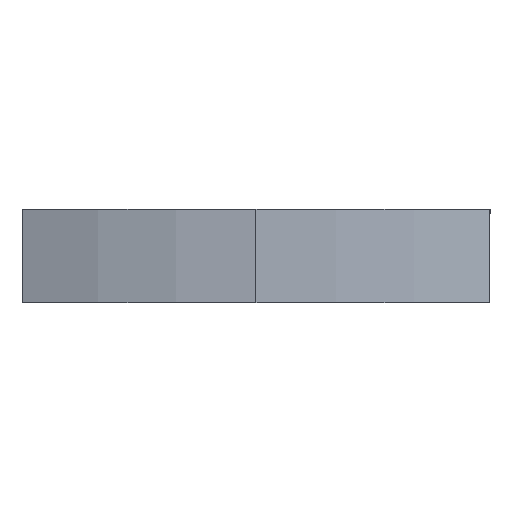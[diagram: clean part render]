
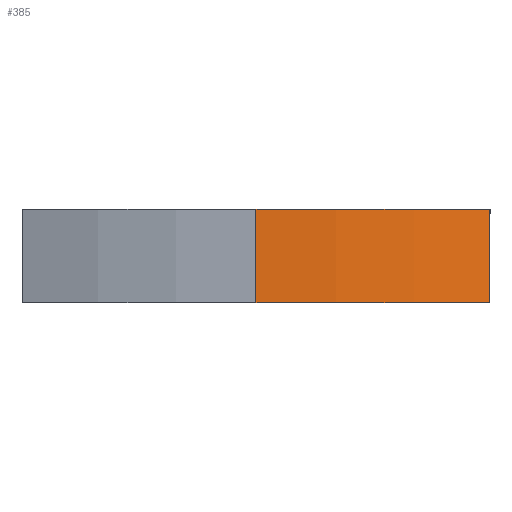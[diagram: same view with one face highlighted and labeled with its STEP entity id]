
A CAD part, left-side view. The second image highlights one B-rep face of the part: STEP entity #385.
In plain terms, the highlighted cylindrical face has radius 40 mm (diameter 80 mm), a partial arc.
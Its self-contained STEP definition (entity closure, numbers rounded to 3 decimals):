
#8 = CARTESIAN_POINT ( 'NONE',  ( -415., 0., 3. ) ) ;
#28 = EDGE_CURVE ( 'NONE', #282, #280, #34, .T. ) ;
#34 = CIRCLE ( 'NONE', #115, 40. ) ;
#36 = DIRECTION ( 'NONE',  ( 0., 0., 1. ) ) ;
#49 = CARTESIAN_POINT ( 'NONE',  ( -455., 0., 1148.643 ) ) ;
#72 = VERTEX_POINT ( 'NONE', #220 ) ;
#76 = DIRECTION ( 'NONE',  ( -1., 0., 0. ) ) ;
#89 = DIRECTION ( 'NONE',  ( -1., 0., 0. ) ) ;
#91 = DIRECTION ( 'NONE',  ( 0., 0., -1. ) ) ;
#94 = FACE_OUTER_BOUND ( 'NONE', #155, .T. ) ;
#98 = EDGE_CURVE ( 'NONE', #165, #72, #387, .T. ) ;
#104 = EDGE_CURVE ( 'NONE', #282, #165, #319, .T. ) ;
#115 = AXIS2_PLACEMENT_3D ( 'NONE', #8, #36, #307 ) ;
#117 = AXIS2_PLACEMENT_3D ( 'NONE', #227, #255, #76 ) ;
#120 = ORIENTED_EDGE ( 'NONE', *, *, #28, .F. ) ;
#135 = VECTOR ( 'NONE', #268, 1000. ) ;
#136 = CARTESIAN_POINT ( 'NONE',  ( -455., 0., -3. ) ) ;
#155 = EDGE_LOOP ( 'NONE', ( #120, #172, #245, #329 ) ) ;
#165 = VERTEX_POINT ( 'NONE', #136 ) ;
#168 = CARTESIAN_POINT ( 'NONE',  ( -455., 0., 3. ) ) ;
#172 = ORIENTED_EDGE ( 'NONE', *, *, #104, .T. ) ;
#185 = CARTESIAN_POINT ( 'NONE',  ( -415., 0., 1148.643 ) ) ;
#197 = AXIS2_PLACEMENT_3D ( 'NONE', #185, #91, #89 ) ;
#220 = CARTESIAN_POINT ( 'NONE',  ( -452.081, -15., -3. ) ) ;
#227 = CARTESIAN_POINT ( 'NONE',  ( -415., 0., -3. ) ) ;
#236 = CARTESIAN_POINT ( 'NONE',  ( -452.081, -15., 3. ) ) ;
#240 = EDGE_CURVE ( 'NONE', #280, #72, #291, .T. ) ;
#245 = ORIENTED_EDGE ( 'NONE', *, *, #98, .T. ) ;
#255 = DIRECTION ( 'NONE',  ( 0., 0., 1. ) ) ;
#268 = DIRECTION ( 'NONE',  ( 0., 0., -1. ) ) ;
#280 = VERTEX_POINT ( 'NONE', #236 ) ;
#282 = VERTEX_POINT ( 'NONE', #168 ) ;
#291 = LINE ( 'NONE', #382, #135 ) ;
#302 = VECTOR ( 'NONE', #350, 1000. ) ;
#307 = DIRECTION ( 'NONE',  ( -1., 0., 0. ) ) ;
#308 = CYLINDRICAL_SURFACE ( 'NONE', #197, 40. ) ;
#319 = LINE ( 'NONE', #49, #302 ) ;
#329 = ORIENTED_EDGE ( 'NONE', *, *, #240, .F. ) ;
#350 = DIRECTION ( 'NONE',  ( 0., 0., -1. ) ) ;
#382 = CARTESIAN_POINT ( 'NONE',  ( -452.081, -15., 1148.643 ) ) ;
#385 = ADVANCED_FACE ( 'NONE', ( #94 ), #308, .T. ) ;
#387 = CIRCLE ( 'NONE', #117, 40. ) ;
